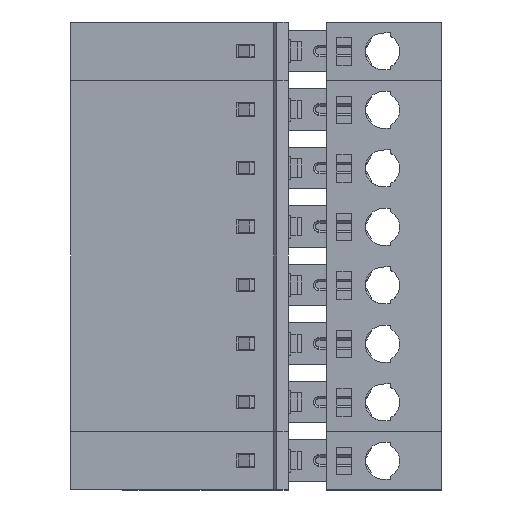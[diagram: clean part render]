
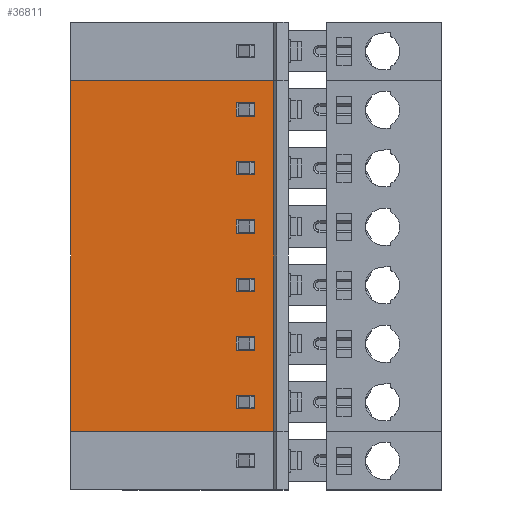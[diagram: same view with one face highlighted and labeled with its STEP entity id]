
A CAD part, left-side view. The second image highlights one B-rep face of the part: STEP entity #36811.
In plain terms, the highlighted planar face has unit normal (-1, 0, 0).
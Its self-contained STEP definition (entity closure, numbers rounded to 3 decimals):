
#865=ORIENTED_EDGE('',*,*,#11972,.T.);
#866=ORIENTED_EDGE('',*,*,#11929,.T.);
#867=ORIENTED_EDGE('',*,*,#11930,.F.);
#868=ORIENTED_EDGE('',*,*,#11973,.F.);
#869=ORIENTED_EDGE('',*,*,#11974,.T.);
#870=ORIENTED_EDGE('',*,*,#11975,.T.);
#871=ORIENTED_EDGE('',*,*,#11976,.T.);
#872=ORIENTED_EDGE('',*,*,#11977,.T.);
#873=ORIENTED_EDGE('',*,*,#11978,.T.);
#874=ORIENTED_EDGE('',*,*,#11979,.T.);
#875=ORIENTED_EDGE('',*,*,#11980,.T.);
#876=ORIENTED_EDGE('',*,*,#11981,.T.);
#877=ORIENTED_EDGE('',*,*,#11982,.T.);
#878=ORIENTED_EDGE('',*,*,#11983,.T.);
#879=ORIENTED_EDGE('',*,*,#11984,.T.);
#880=ORIENTED_EDGE('',*,*,#11985,.T.);
#881=ORIENTED_EDGE('',*,*,#11986,.T.);
#882=ORIENTED_EDGE('',*,*,#11987,.T.);
#883=ORIENTED_EDGE('',*,*,#11988,.T.);
#884=ORIENTED_EDGE('',*,*,#11989,.T.);
#885=ORIENTED_EDGE('',*,*,#11990,.T.);
#886=ORIENTED_EDGE('',*,*,#11991,.T.);
#887=ORIENTED_EDGE('',*,*,#11992,.T.);
#888=ORIENTED_EDGE('',*,*,#11993,.T.);
#889=ORIENTED_EDGE('',*,*,#11994,.T.);
#890=ORIENTED_EDGE('',*,*,#11995,.T.);
#891=ORIENTED_EDGE('',*,*,#11996,.T.);
#892=ORIENTED_EDGE('',*,*,#11997,.T.);
#11929=EDGE_CURVE('',#17483,#17491,#21084,.T.);
#11930=EDGE_CURVE('',#17492,#17491,#21085,.T.);
#11972=EDGE_CURVE('',#17525,#17483,#21127,.T.);
#11973=EDGE_CURVE('',#17525,#17492,#21128,.T.);
#11974=EDGE_CURVE('',#17526,#17527,#21129,.T.);
#11975=EDGE_CURVE('',#17527,#17528,#21130,.T.);
#11976=EDGE_CURVE('',#17528,#17529,#21131,.T.);
#11977=EDGE_CURVE('',#17529,#17526,#21132,.T.);
#11978=EDGE_CURVE('',#17530,#17531,#21133,.T.);
#11979=EDGE_CURVE('',#17531,#17532,#21134,.T.);
#11980=EDGE_CURVE('',#17532,#17533,#21135,.T.);
#11981=EDGE_CURVE('',#17533,#17530,#21136,.T.);
#11982=EDGE_CURVE('',#17534,#17535,#21137,.T.);
#11983=EDGE_CURVE('',#17535,#17536,#21138,.T.);
#11984=EDGE_CURVE('',#17536,#17537,#21139,.T.);
#11985=EDGE_CURVE('',#17537,#17534,#21140,.T.);
#11986=EDGE_CURVE('',#17538,#17539,#21141,.T.);
#11987=EDGE_CURVE('',#17539,#17540,#21142,.T.);
#11988=EDGE_CURVE('',#17540,#17541,#21143,.T.);
#11989=EDGE_CURVE('',#17541,#17538,#21144,.T.);
#11990=EDGE_CURVE('',#17542,#17543,#21145,.T.);
#11991=EDGE_CURVE('',#17543,#17544,#21146,.T.);
#11992=EDGE_CURVE('',#17544,#17545,#21147,.T.);
#11993=EDGE_CURVE('',#17545,#17542,#21148,.T.);
#11994=EDGE_CURVE('',#17546,#17547,#21149,.T.);
#11995=EDGE_CURVE('',#17547,#17548,#21150,.T.);
#11996=EDGE_CURVE('',#17548,#17549,#21151,.T.);
#11997=EDGE_CURVE('',#17549,#17546,#21152,.T.);
#17483=VERTEX_POINT('',#50974);
#17491=VERTEX_POINT('',#50991);
#17492=VERTEX_POINT('',#50995);
#17525=VERTEX_POINT('',#51079);
#17526=VERTEX_POINT('',#51082);
#17527=VERTEX_POINT('',#51083);
#17528=VERTEX_POINT('',#51085);
#17529=VERTEX_POINT('',#51087);
#17530=VERTEX_POINT('',#51090);
#17531=VERTEX_POINT('',#51091);
#17532=VERTEX_POINT('',#51093);
#17533=VERTEX_POINT('',#51095);
#17534=VERTEX_POINT('',#51098);
#17535=VERTEX_POINT('',#51099);
#17536=VERTEX_POINT('',#51101);
#17537=VERTEX_POINT('',#51103);
#17538=VERTEX_POINT('',#51106);
#17539=VERTEX_POINT('',#51107);
#17540=VERTEX_POINT('',#51109);
#17541=VERTEX_POINT('',#51111);
#17542=VERTEX_POINT('',#51114);
#17543=VERTEX_POINT('',#51115);
#17544=VERTEX_POINT('',#51117);
#17545=VERTEX_POINT('',#51119);
#17546=VERTEX_POINT('',#51122);
#17547=VERTEX_POINT('',#51123);
#17548=VERTEX_POINT('',#51125);
#17549=VERTEX_POINT('',#51127);
#21084=LINE('',#50992,#26216);
#21085=LINE('',#50994,#26217);
#21127=LINE('',#51078,#26259);
#21128=LINE('',#51080,#26260);
#21129=LINE('',#51081,#26261);
#21130=LINE('',#51084,#26262);
#21131=LINE('',#51086,#26263);
#21132=LINE('',#51088,#26264);
#21133=LINE('',#51089,#26265);
#21134=LINE('',#51092,#26266);
#21135=LINE('',#51094,#26267);
#21136=LINE('',#51096,#26268);
#21137=LINE('',#51097,#26269);
#21138=LINE('',#51100,#26270);
#21139=LINE('',#51102,#26271);
#21140=LINE('',#51104,#26272);
#21141=LINE('',#51105,#26273);
#21142=LINE('',#51108,#26274);
#21143=LINE('',#51110,#26275);
#21144=LINE('',#51112,#26276);
#21145=LINE('',#51113,#26277);
#21146=LINE('',#51116,#26278);
#21147=LINE('',#51118,#26279);
#21148=LINE('',#51120,#26280);
#21149=LINE('',#51121,#26281);
#21150=LINE('',#51124,#26282);
#21151=LINE('',#51126,#26283);
#21152=LINE('',#51128,#26284);
#26216=VECTOR('',#41136,1000.);
#26217=VECTOR('',#41139,1000.);
#26259=VECTOR('',#41199,1000.);
#26260=VECTOR('',#41200,1000.);
#26261=VECTOR('',#41201,1000.);
#26262=VECTOR('',#41202,1000.);
#26263=VECTOR('',#41203,1000.);
#26264=VECTOR('',#41204,1000.);
#26265=VECTOR('',#41205,1000.);
#26266=VECTOR('',#41206,1000.);
#26267=VECTOR('',#41207,1000.);
#26268=VECTOR('',#41208,1000.);
#26269=VECTOR('',#41209,1000.);
#26270=VECTOR('',#41210,1000.);
#26271=VECTOR('',#41211,1000.);
#26272=VECTOR('',#41212,1000.);
#26273=VECTOR('',#41213,1000.);
#26274=VECTOR('',#41214,1000.);
#26275=VECTOR('',#41215,1000.);
#26276=VECTOR('',#41216,1000.);
#26277=VECTOR('',#41217,1000.);
#26278=VECTOR('',#41218,1000.);
#26279=VECTOR('',#41219,1000.);
#26280=VECTOR('',#41220,1000.);
#26281=VECTOR('',#41221,1000.);
#26282=VECTOR('',#41222,1000.);
#26283=VECTOR('',#41223,1000.);
#26284=VECTOR('',#41224,1000.);
#31199=EDGE_LOOP('',(#865,#866,#867,#868));
#31200=EDGE_LOOP('',(#869,#870,#871,#872));
#31201=EDGE_LOOP('',(#873,#874,#875,#876));
#31202=EDGE_LOOP('',(#877,#878,#879,#880));
#31203=EDGE_LOOP('',(#881,#882,#883,#884));
#31204=EDGE_LOOP('',(#885,#886,#887,#888));
#31205=EDGE_LOOP('',(#889,#890,#891,#892));
#33170=FACE_BOUND('',#31199,.T.);
#33171=FACE_BOUND('',#31200,.T.);
#33172=FACE_BOUND('',#31201,.T.);
#33173=FACE_BOUND('',#31202,.T.);
#33174=FACE_BOUND('',#31203,.T.);
#33175=FACE_BOUND('',#31204,.T.);
#33176=FACE_BOUND('',#31205,.T.);
#35129=PLANE('',#38690);
#36811=ADVANCED_FACE('',(#33170,#33171,#33172,#33173,#33174,#33175,#33176),
#35129,.F.);
#38690=AXIS2_PLACEMENT_3D('',#51077,#41197,#41198);
#41136=DIRECTION('',(0.,-1.,0.));
#41139=DIRECTION('',(0.,0.,-1.));
#41197=DIRECTION('',(1.,0.,0.));
#41198=DIRECTION('',(0.,1.,0.));
#41199=DIRECTION('',(0.,0.,-1.));
#41200=DIRECTION('',(0.,-1.,0.));
#41201=DIRECTION('',(0.,-1.,0.));
#41202=DIRECTION('',(0.,0.,-1.));
#41203=DIRECTION('',(0.,1.,0.));
#41204=DIRECTION('',(0.,0.,1.));
#41205=DIRECTION('',(0.,-1.,0.));
#41206=DIRECTION('',(0.,0.,-1.));
#41207=DIRECTION('',(0.,1.,0.));
#41208=DIRECTION('',(0.,0.,1.));
#41209=DIRECTION('',(0.,-1.,0.));
#41210=DIRECTION('',(0.,0.,-1.));
#41211=DIRECTION('',(0.,1.,0.));
#41212=DIRECTION('',(0.,0.,1.));
#41213=DIRECTION('',(0.,-1.,0.));
#41214=DIRECTION('',(0.,0.,-1.));
#41215=DIRECTION('',(0.,1.,0.));
#41216=DIRECTION('',(0.,0.,1.));
#41217=DIRECTION('',(0.,-1.,0.));
#41218=DIRECTION('',(0.,0.,-1.));
#41219=DIRECTION('',(0.,1.,0.));
#41220=DIRECTION('',(0.,0.,1.));
#41221=DIRECTION('',(0.,-1.,0.));
#41222=DIRECTION('',(0.,0.,-1.));
#41223=DIRECTION('',(0.,1.,0.));
#41224=DIRECTION('',(0.,0.,1.));
#50974=CARTESIAN_POINT('',(0.,0.,0.));
#50991=CARTESIAN_POINT('',(0.,-8.816,0.));
#50992=CARTESIAN_POINT('',(0.,0.,0.));
#50994=CARTESIAN_POINT('',(0.,-8.816,2.54));
#50995=CARTESIAN_POINT('',(0.,-8.816,15.24));
#51077=CARTESIAN_POINT('',(0.,-9.45,2.54));
#51078=CARTESIAN_POINT('',(0.,0.,2.54));
#51079=CARTESIAN_POINT('',(0.,0.,15.24));
#51080=CARTESIAN_POINT('',(0.,0.,15.24));
#51081=CARTESIAN_POINT('',(0.,-9.45,1.578));
#51082=CARTESIAN_POINT('',(0.,-7.2,1.578));
#51083=CARTESIAN_POINT('',(0.,-8.,1.578));
#51084=CARTESIAN_POINT('',(0.,-8.,2.54));
#51085=CARTESIAN_POINT('',(0.,-8.,0.978));
#51086=CARTESIAN_POINT('',(0.,-9.45,0.978));
#51087=CARTESIAN_POINT('',(0.,-7.2,0.978));
#51088=CARTESIAN_POINT('',(0.,-7.2,2.54));
#51089=CARTESIAN_POINT('',(0.,-9.45,4.118));
#51090=CARTESIAN_POINT('',(0.,-7.2,4.118));
#51091=CARTESIAN_POINT('',(0.,-8.,4.118));
#51092=CARTESIAN_POINT('',(0.,-8.,5.08));
#51093=CARTESIAN_POINT('',(0.,-8.,3.518));
#51094=CARTESIAN_POINT('',(0.,-9.45,3.518));
#51095=CARTESIAN_POINT('',(0.,-7.2,3.518));
#51096=CARTESIAN_POINT('',(0.,-7.2,5.08));
#51097=CARTESIAN_POINT('',(0.,-9.45,6.658));
#51098=CARTESIAN_POINT('',(0.,-7.2,6.658));
#51099=CARTESIAN_POINT('',(0.,-8.,6.658));
#51100=CARTESIAN_POINT('',(0.,-8.,7.62));
#51101=CARTESIAN_POINT('',(0.,-8.,6.058));
#51102=CARTESIAN_POINT('',(0.,-9.45,6.058));
#51103=CARTESIAN_POINT('',(0.,-7.2,6.058));
#51104=CARTESIAN_POINT('',(0.,-7.2,7.62));
#51105=CARTESIAN_POINT('',(0.,-9.45,9.198));
#51106=CARTESIAN_POINT('',(0.,-7.2,9.198));
#51107=CARTESIAN_POINT('',(0.,-8.,9.198));
#51108=CARTESIAN_POINT('',(0.,-8.,10.16));
#51109=CARTESIAN_POINT('',(0.,-8.,8.598));
#51110=CARTESIAN_POINT('',(0.,-9.45,8.598));
#51111=CARTESIAN_POINT('',(0.,-7.2,8.598));
#51112=CARTESIAN_POINT('',(0.,-7.2,10.16));
#51113=CARTESIAN_POINT('',(0.,-9.45,11.738));
#51114=CARTESIAN_POINT('',(0.,-7.2,11.738));
#51115=CARTESIAN_POINT('',(0.,-8.,11.738));
#51116=CARTESIAN_POINT('',(0.,-8.,12.7));
#51117=CARTESIAN_POINT('',(0.,-8.,11.138));
#51118=CARTESIAN_POINT('',(0.,-9.45,11.138));
#51119=CARTESIAN_POINT('',(0.,-7.2,11.138));
#51120=CARTESIAN_POINT('',(0.,-7.2,12.7));
#51121=CARTESIAN_POINT('',(0.,-9.45,14.278));
#51122=CARTESIAN_POINT('',(0.,-7.2,14.278));
#51123=CARTESIAN_POINT('',(0.,-8.,14.278));
#51124=CARTESIAN_POINT('',(0.,-8.,15.24));
#51125=CARTESIAN_POINT('',(0.,-8.,13.678));
#51126=CARTESIAN_POINT('',(0.,-9.45,13.678));
#51127=CARTESIAN_POINT('',(0.,-7.2,13.678));
#51128=CARTESIAN_POINT('',(0.,-7.2,15.24));
